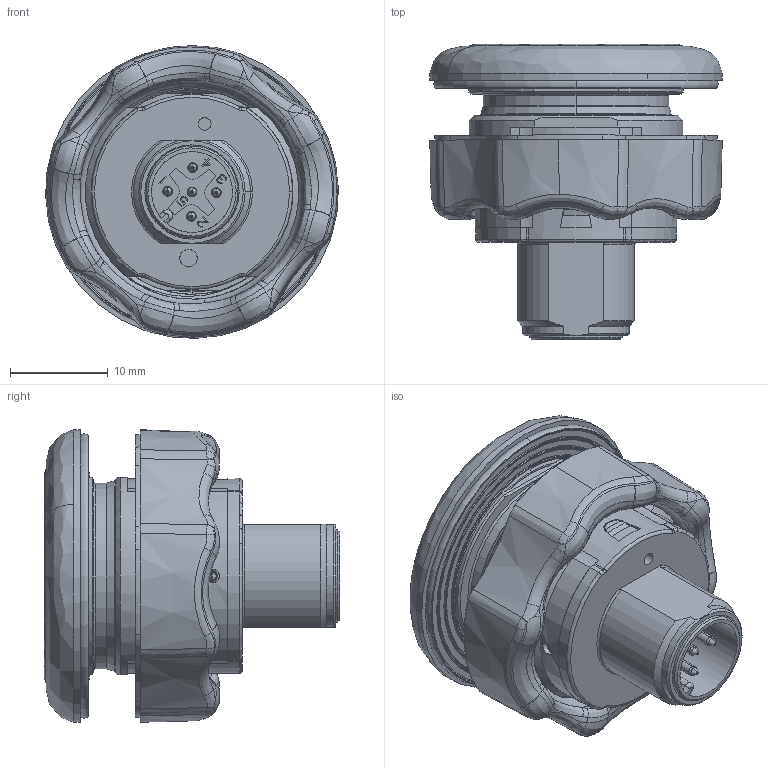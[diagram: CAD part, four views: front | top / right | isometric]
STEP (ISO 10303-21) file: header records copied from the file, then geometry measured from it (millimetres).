
FILE_DESCRIPTION (( 'STEP AP203' ), '1' );
FILE_NAME ('CAP000113-01_Oberfläche.STEP', '2021-09-08T07:18:49', ( '' ), ( '' ), 'SwSTEP 2.0', 'SolidWorks 2020', '' );
FILE_SCHEMA (( 'CONFIG_CONTROL_DESIGN' ));
Length unit declared in the file: millimetre
Products named in the file (1): CAP000113-01_Oberfläche
Bounding box: 30 x 30.3 x 30 mm (x, y, z)
Volume: 10559.4 mm3; surface area: 9245.8 mm2
Topology: 3 solids, 8 shells, 847 faces, 2058 edges, 1267 vertices
Faces by surface type: plane 268, bspline 160, cone 137, cylinder 136, torus 114, sphere 32
Entity records: 30056 total; most frequent: CARTESIAN_POINT 11331, ORIENTED_EDGE 4044, DIRECTION 3722, EDGE_CURVE 2022, AXIS2_PLACEMENT_3D 1479, VERTEX_POINT 1253, EDGE_LOOP 925, ADVANCED_FACE 847
